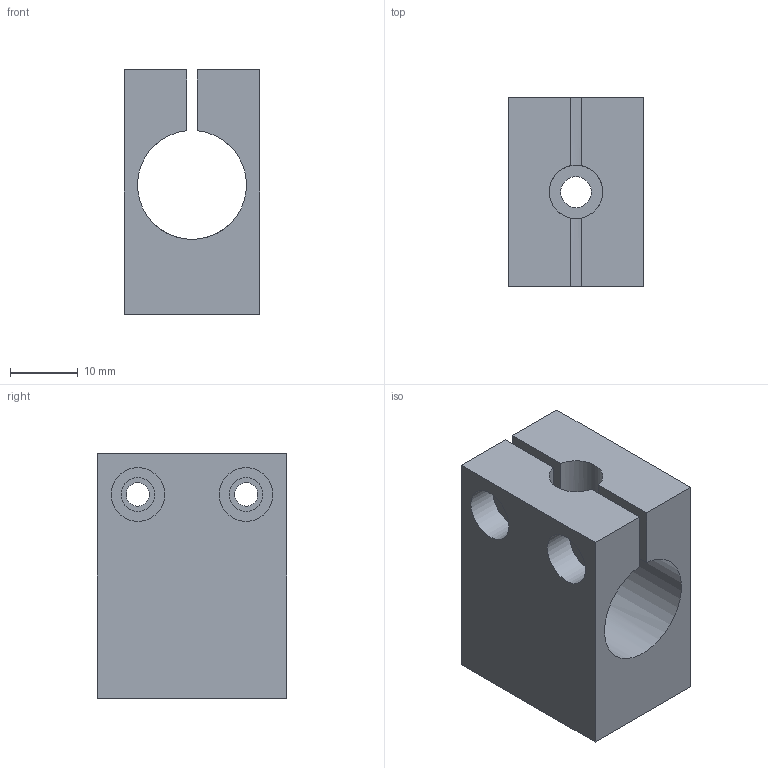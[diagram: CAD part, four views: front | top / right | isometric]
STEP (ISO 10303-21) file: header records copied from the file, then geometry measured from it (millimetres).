
FILE_DESCRIPTION(/* description */ (''),/* implementation_level */ '2;1');
FILE_NAME(/* name */ 'GalvoHoldertoPolarisMount.stp',/* time_stamp */ '2025-03-11T13:24:10-05:00',/* author */ ('monolithic'),/* organization */ (''),/* preprocessor_version */ 'ST-DEVELOPER v20',/* originating_system */ 'Autodesk Inventor 2024',/* authorisation */ '');
FILE_SCHEMA (('AUTOMOTIVE_DESIGN { 1 0 10303 214 3 1 1 }'));
Length unit declared in the file: millimetre
Products named in the file (1): Galvo-Holder-PolarisMount_metal_v2
Bounding box: 20 x 28 x 36.1 mm (x, y, z)
Volume: 12620.4 mm3; surface area: 6652.4 mm2
Topology: 1 solids, 1 shells, 32 faces, 77 edges, 51 vertices
Faces by surface type: plane 17, cylinder 14, cone 1
Full cylindrical faces by diameter (mm): 2.022 x1, 3.45 x2, 4.572 x1, 4.98 x2, 7.938 x3
Entity records: 1058 total; most frequent: CARTESIAN_POINT 228, DIRECTION 164, ORIENTED_EDGE 152, EDGE_CURVE 76, AXIS2_PLACEMENT_3D 58, VERTEX_POINT 51, LINE 48, VECTOR 48
